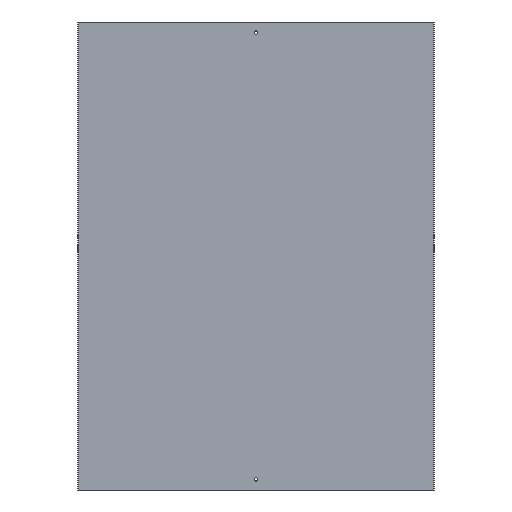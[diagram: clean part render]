
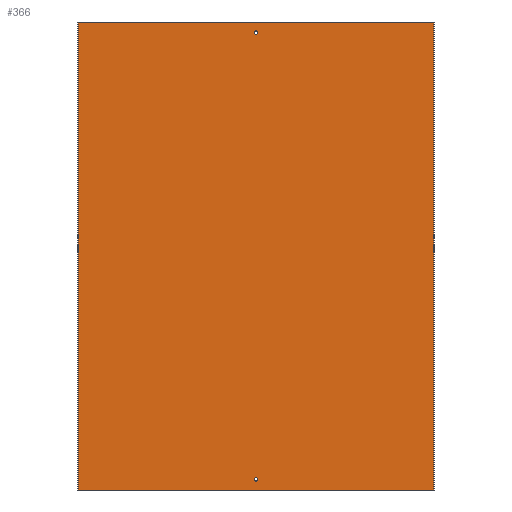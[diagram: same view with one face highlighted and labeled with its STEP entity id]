
A CAD part, front view. The second image highlights one B-rep face of the part: STEP entity #366.
In plain terms, the highlighted planar face has unit normal (0, -1, 0).
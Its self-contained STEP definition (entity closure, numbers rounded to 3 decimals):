
#10 = DIRECTION ( 'NONE',  ( 0., 0., -1. ) ) ;
#11 = CARTESIAN_POINT ( 'NONE',  ( 251., 0., 660. ) ) ;
#21 = AXIS2_PLACEMENT_3D ( 'NONE', #125, #90, #89 ) ;
#22 = AXIS2_PLACEMENT_3D ( 'NONE', #100, #97, #96 ) ;
#24 = EDGE_CURVE ( 'NONE', #188, #142, #133, .T. ) ;
#40 = EDGE_CURVE ( 'NONE', #261, #182, #308, .T. ) ;
#42 = EDGE_CURVE ( 'NONE', #173, #173, #302, .T. ) ;
#43 = EDGE_CURVE ( 'NONE', #172, #172, #296, .T. ) ;
#44 = EDGE_CURVE ( 'NONE', #182, #142, #304, .T. ) ;
#45 = EDGE_CURVE ( 'NONE', #261, #188, #295, .T. ) ;
#76 = AXIS2_PLACEMENT_3D ( 'NONE', #401, #413, #390 ) ;
#88 = DIRECTION ( 'NONE',  ( 1., 0., 0. ) ) ;
#89 = DIRECTION ( 'NONE',  ( 0., 0., 1. ) ) ;
#90 = DIRECTION ( 'NONE',  ( 0., -1., 0. ) ) ;
#92 = DIRECTION ( 'NONE',  ( 0., 0., -1. ) ) ;
#93 = CARTESIAN_POINT ( 'NONE',  ( -251., 0., 0. ) ) ;
#94 = CARTESIAN_POINT ( 'NONE',  ( -251., 0., 660. ) ) ;
#96 = DIRECTION ( 'NONE',  ( 0., 0., 1. ) ) ;
#97 = DIRECTION ( 'NONE',  ( 0., -1., 0. ) ) ;
#100 = CARTESIAN_POINT ( 'NONE',  ( 0., 0., 645. ) ) ;
#108 = DIRECTION ( 'NONE',  ( 1., 0., 0. ) ) ;
#124 = CARTESIAN_POINT ( 'NONE',  ( -251., 0., 660. ) ) ;
#125 = CARTESIAN_POINT ( 'NONE',  ( 0., 0., 15. ) ) ;
#132 = VECTOR ( 'NONE', #10, 1000. ) ;
#133 = LINE ( 'NONE', #11, #132 ) ;
#142 = VERTEX_POINT ( 'NONE', #387 ) ;
#172 = VERTEX_POINT ( 'NONE', #354 ) ;
#173 = VERTEX_POINT ( 'NONE', #420 ) ;
#182 = VERTEX_POINT ( 'NONE', #398 ) ;
#188 = VERTEX_POINT ( 'NONE', #404 ) ;
#200 = ORIENTED_EDGE ( 'NONE', *, *, #40, .T. ) ;
#201 = ORIENTED_EDGE ( 'NONE', *, *, #44, .T. ) ;
#203 = ORIENTED_EDGE ( 'NONE', *, *, #24, .F. ) ;
#204 = ORIENTED_EDGE ( 'NONE', *, *, #42, .F. ) ;
#205 = ORIENTED_EDGE ( 'NONE', *, *, #43, .F. ) ;
#221 = ORIENTED_EDGE ( 'NONE', *, *, #45, .F. ) ;
#258 = EDGE_LOOP ( 'NONE', ( #201, #203, #221, #200 ) ) ;
#260 = EDGE_LOOP ( 'NONE', ( #204 ) ) ;
#261 = VERTEX_POINT ( 'NONE', #434 ) ;
#262 = EDGE_LOOP ( 'NONE', ( #205 ) ) ;
#274 = FACE_BOUND ( 'NONE', #262, .T. ) ;
#295 = LINE ( 'NONE', #124, #297 ) ;
#296 = CIRCLE ( 'NONE', #21, 2.5 ) ;
#297 = VECTOR ( 'NONE', #108, 1000. ) ;
#298 = VECTOR ( 'NONE', #88, 1000. ) ;
#301 = VECTOR ( 'NONE', #92, 1000. ) ;
#302 = CIRCLE ( 'NONE', #22, 2.5 ) ;
#304 = LINE ( 'NONE', #93, #298 ) ;
#308 = LINE ( 'NONE', #94, #301 ) ;
#327 = FACE_BOUND ( 'NONE', #260, .T. ) ;
#328 = FACE_OUTER_BOUND ( 'NONE', #258, .T. ) ;
#354 = CARTESIAN_POINT ( 'NONE',  ( 0., 0., 17.5 ) ) ;
#366 = ADVANCED_FACE ( 'NONE', ( #327, #274, #328 ), #395, .F. ) ;
#387 = CARTESIAN_POINT ( 'NONE',  ( 251., 0., 0. ) ) ;
#390 = DIRECTION ( 'NONE',  ( 0., 0., 1. ) ) ;
#395 = PLANE ( 'NONE',  #76 ) ;
#398 = CARTESIAN_POINT ( 'NONE',  ( -251., 0., 0. ) ) ;
#401 = CARTESIAN_POINT ( 'NONE',  ( -251., 0., 660. ) ) ;
#404 = CARTESIAN_POINT ( 'NONE',  ( 251., 0., 660. ) ) ;
#413 = DIRECTION ( 'NONE',  ( 0., 1., 0. ) ) ;
#420 = CARTESIAN_POINT ( 'NONE',  ( 0., 0., 647.5 ) ) ;
#434 = CARTESIAN_POINT ( 'NONE',  ( -251., 0., 660. ) ) ;
